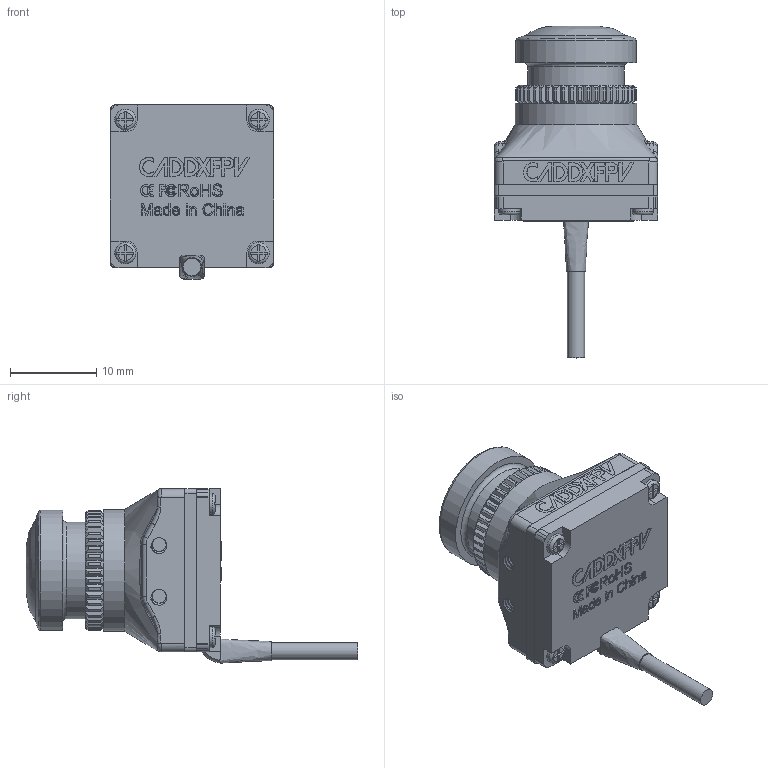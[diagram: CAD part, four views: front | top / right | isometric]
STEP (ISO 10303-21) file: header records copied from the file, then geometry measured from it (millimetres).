
FILE_DESCRIPTION(/* description */ (''),/* implementation_level */ '2;1');
FILE_NAME(/* name */ 'Walksnail HD Pro Camera v1.step',/* time_stamp */ '2023-10-16T18:29:42-07:00',/* author */ (''),/* organization */ (''),/* preprocessor_version */ 'ST-DEVELOPER v20',/* originating_system */ 'Autodesk Translation Framework v12.14.0.127',/* authorisation */ '');
FILE_SCHEMA (('AUTOMOTIVE_DESIGN { 1 0 10303 214 3 1 1 }'));
Length unit declared in the file: millimetre
Products named in the file (6): Walksnail HD Pro Camera; Lens Unit; Board; Back Plate; Main Housing; 9cm MIPI Cable
Assembly tree (5 placements, depth 2):
  Walksnail HD Pro Camera
    Lens Unit
    Board
    Back Plate
    Main Housing
    9cm MIPI Cable
Bounding box: 18.95 x 38.56 x 20.25 mm (x, y, z)
Volume: 5130.7 mm3; surface area: 4123.7 mm2
Topology: 14 solids, 14 shells, 1317 faces, 3674 edges, 2443 vertices
Faces by surface type: plane 600, bspline 493, cylinder 124, cone 90, torus 10
Full cylindrical faces by diameter (mm): 1.623 x8, 2 x1, 2.074 x4, 2.45 x4, 11.2 x1, 13.95 x1, 14.15 x1
Entity records: 50194 total; most frequent: CARTESIAN_POINT 20541, ORIENTED_EDGE 7348, DIRECTION 4372, EDGE_CURVE 3674, VERTEX_POINT 2443, LINE 2030, VECTOR 2030, EDGE_LOOP 1379
